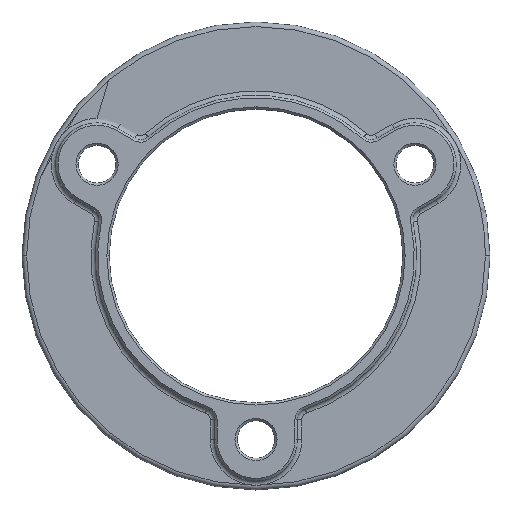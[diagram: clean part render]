
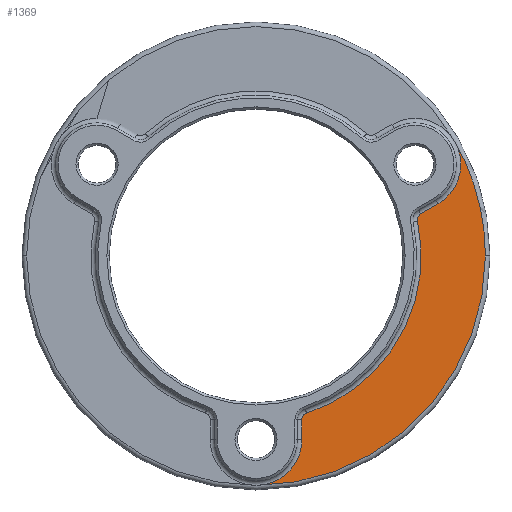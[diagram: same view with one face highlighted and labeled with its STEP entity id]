
A CAD part, top view. The second image highlights one B-rep face of the part: STEP entity #1369.
In plain terms, the highlighted planar face has unit normal (0, 0, 1).
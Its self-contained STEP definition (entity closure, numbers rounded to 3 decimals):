
#1128=CARTESIAN_POINT('Vertex',(50.,0.,4.)) ;
#1158=CARTESIAN_POINT('Vertex',(43.301,25.,4.)) ;
#1161=CARTESIAN_POINT('Axis2P3D Location',(0.,0.,4.)) ;
#1185=CARTESIAN_POINT('Axis2P3D Location',(0.,0.,4.)) ;
#1189=CARTESIAN_POINT('Vertex',(0.,-50.,4.)) ;
#1248=CARTESIAN_POINT('Axis2P3D Location',(0.,0.,4.)) ;
#1311=CARTESIAN_POINT('Axis2P3D Location',(34.641,20.,4.)) ;
#1315=CARTESIAN_POINT('Vertex',(39.641,11.34,4.)) ;
#1318=CARTESIAN_POINT('Line Origine',(37.776,10.263,4.)) ;
#1322=CARTESIAN_POINT('Vertex',(35.911,9.186,4.)) ;
#1325=CARTESIAN_POINT('Axis2P3D Location',(36.661,7.887,4.)) ;
#1329=CARTESIAN_POINT('Vertex',(35.195,7.572,4.)) ;
#1332=CARTESIAN_POINT('Axis2P3D Location',(0.,0.,4.)) ;
#1336=CARTESIAN_POINT('Vertex',(11.04,-34.265,4.)) ;
#1339=CARTESIAN_POINT('Axis2P3D Location',(11.5,-35.693,4.)) ;
#1343=CARTESIAN_POINT('Vertex',(10.,-35.693,4.)) ;
#1346=CARTESIAN_POINT('Line Origine',(10.,-37.847,4.)) ;
#1350=CARTESIAN_POINT('Vertex',(10.,-40.,4.)) ;
#1353=CARTESIAN_POINT('Axis2P3D Location',(0.,-40.,4.)) ;
#1162=DIRECTION('Axis2P3D Direction',(-0.,0.,1.)) ;
#1186=DIRECTION('Axis2P3D Direction',(0.,-0.,1.)) ;
#1249=DIRECTION('Axis2P3D Direction',(0.,0.,1.)) ;
#1250=DIRECTION('Axis2P3D XDirection',(1.,0.,0.)) ;
#1312=DIRECTION('Axis2P3D Direction',(0.,0.,1.)) ;
#1319=DIRECTION('Vector Direction',(0.866,0.5,0.)) ;
#1326=DIRECTION('Axis2P3D Direction',(0.,0.,1.)) ;
#1333=DIRECTION('Axis2P3D Direction',(0.,0.,1.)) ;
#1340=DIRECTION('Axis2P3D Direction',(0.,0.,1.)) ;
#1347=DIRECTION('Vector Direction',(0.,1.,0.)) ;
#1354=DIRECTION('Axis2P3D Direction',(0.,0.,1.)) ;
#1163=AXIS2_PLACEMENT_3D('Circle Axis2P3D',#1161,#1162,$) ;
#1187=AXIS2_PLACEMENT_3D('Circle Axis2P3D',#1185,#1186,$) ;
#1251=AXIS2_PLACEMENT_3D('Plane Axis2P3D',#1248,#1249,#1250) ;
#1313=AXIS2_PLACEMENT_3D('Circle Axis2P3D',#1311,#1312,$) ;
#1327=AXIS2_PLACEMENT_3D('Circle Axis2P3D',#1325,#1326,$) ;
#1334=AXIS2_PLACEMENT_3D('Circle Axis2P3D',#1332,#1333,$) ;
#1341=AXIS2_PLACEMENT_3D('Circle Axis2P3D',#1339,#1340,$) ;
#1355=AXIS2_PLACEMENT_3D('Circle Axis2P3D',#1353,#1354,$) ;
#1320=VECTOR('Line Direction',#1319,1.) ;
#1348=VECTOR('Line Direction',#1347,1.) ;
#1165=EDGE_CURVE('',#1129,#1159,#1164,.T.) ;
#1191=EDGE_CURVE('',#1190,#1129,#1188,.T.) ;
#1317=EDGE_CURVE('',#1159,#1316,#1314,.F.) ;
#1324=EDGE_CURVE('',#1316,#1323,#1321,.F.) ;
#1331=EDGE_CURVE('',#1323,#1330,#1328,.T.) ;
#1338=EDGE_CURVE('',#1330,#1337,#1335,.F.) ;
#1345=EDGE_CURVE('',#1337,#1344,#1342,.T.) ;
#1352=EDGE_CURVE('',#1344,#1351,#1349,.F.) ;
#1357=EDGE_CURVE('',#1351,#1190,#1356,.F.) ;
#1252=PLANE('',#1251) ;
#1359=ORIENTED_EDGE('',*,*,#1317,.T.) ;
#1360=ORIENTED_EDGE('',*,*,#1324,.T.) ;
#1361=ORIENTED_EDGE('',*,*,#1331,.T.) ;
#1362=ORIENTED_EDGE('',*,*,#1338,.T.) ;
#1363=ORIENTED_EDGE('',*,*,#1345,.T.) ;
#1364=ORIENTED_EDGE('',*,*,#1352,.T.) ;
#1365=ORIENTED_EDGE('',*,*,#1357,.T.) ;
#1366=ORIENTED_EDGE('',*,*,#1191,.T.) ;
#1367=ORIENTED_EDGE('',*,*,#1165,.T.) ;
#1369=ADVANCED_FACE('Corps principal',(#1368),#1252,.T.) ;
#1164=CIRCLE('generated circle',#1163,50.) ;
#1188=CIRCLE('generated circle',#1187,50.) ;
#1314=CIRCLE('generated circle',#1313,10.) ;
#1328=CIRCLE('generated circle',#1327,1.5) ;
#1335=CIRCLE('generated circle',#1334,36.) ;
#1342=CIRCLE('generated circle',#1341,1.5) ;
#1356=CIRCLE('generated circle',#1355,10.) ;
#1358=EDGE_LOOP('',(#1359,#1360,#1361,#1362,#1363,#1364,#1365,#1366,#1367)) ;
#1368=FACE_OUTER_BOUND('',#1358,.T.) ;
#1321=LINE('Line',#1318,#1320) ;
#1349=LINE('Line',#1346,#1348) ;
#1129=VERTEX_POINT('',#1128) ;
#1159=VERTEX_POINT('',#1158) ;
#1190=VERTEX_POINT('',#1189) ;
#1316=VERTEX_POINT('',#1315) ;
#1323=VERTEX_POINT('',#1322) ;
#1330=VERTEX_POINT('',#1329) ;
#1337=VERTEX_POINT('',#1336) ;
#1344=VERTEX_POINT('',#1343) ;
#1351=VERTEX_POINT('',#1350) ;
